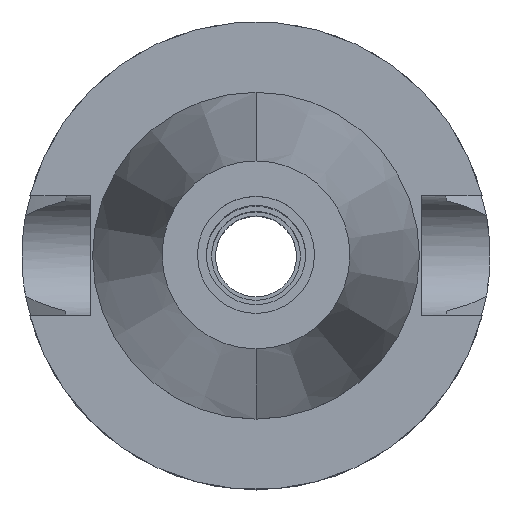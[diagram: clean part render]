
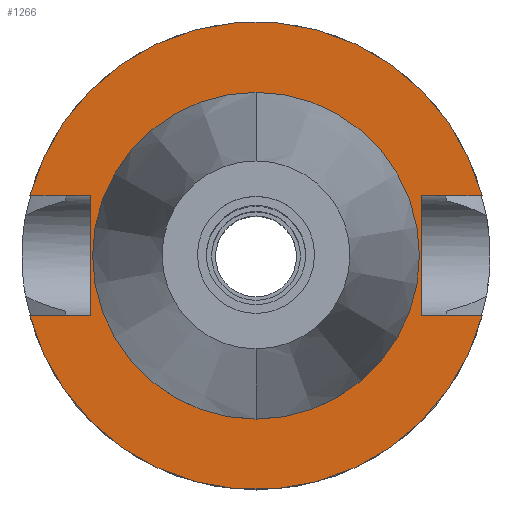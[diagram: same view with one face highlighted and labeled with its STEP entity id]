
A CAD part, top view. The second image highlights one B-rep face of the part: STEP entity #1266.
In plain terms, the highlighted planar face has unit normal (0, 0, 1).
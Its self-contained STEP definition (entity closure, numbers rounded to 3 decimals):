
#92 = VERTEX_POINT ( 'NONE', #2936 ) ;
#150 = AXIS2_PLACEMENT_3D ( 'NONE', #2476, #1905, #3608 ) ;
#172 = CARTESIAN_POINT ( 'NONE',  ( -35.4, -12.85, -3. ) ) ;
#182 = ORIENTED_EDGE ( 'NONE', *, *, #184, .F. ) ;
#184 = EDGE_CURVE ( 'NONE', #3431, #92, #3273, .T. ) ;
#256 = EDGE_CURVE ( 'NONE', #92, #971, #720, .T. ) ;
#263 = VERTEX_POINT ( 'NONE', #3310 ) ;
#328 = CARTESIAN_POINT ( 'NONE',  ( 0., 0., -3. ) ) ;
#332 = CARTESIAN_POINT ( 'NONE',  ( 35.4, 12.85, -3. ) ) ;
#333 = VECTOR ( 'NONE', #1406, 1000. ) ;
#411 = VECTOR ( 'NONE', #1330, 1000. ) ;
#443 = CARTESIAN_POINT ( 'NONE',  ( 35.4, -12.85, -3. ) ) ;
#467 = VECTOR ( 'NONE', #2955, 1000. ) ;
#538 = CIRCLE ( 'NONE', #3337, 34.925 ) ;
#553 = PLANE ( 'NONE',  #1610 ) ;
#720 = LINE ( 'NONE', #2158, #3389 ) ;
#833 = DIRECTION ( 'NONE',  ( 0., 0., -1. ) ) ;
#839 = DIRECTION ( 'NONE',  ( 0., -1., 0. ) ) ;
#862 = EDGE_CURVE ( 'NONE', #263, #2698, #538, .T. ) ;
#872 = ORIENTED_EDGE ( 'NONE', *, *, #3648, .F. ) ;
#879 = CIRCLE ( 'NONE', #1428, 50. ) ;
#913 = VERTEX_POINT ( 'NONE', #2397 ) ;
#923 = DIRECTION ( 'NONE',  ( 0., 0., 1. ) ) ;
#971 = VERTEX_POINT ( 'NONE', #2597 ) ;
#1047 = DIRECTION ( 'NONE',  ( -1., 0., 0. ) ) ;
#1094 = CIRCLE ( 'NONE', #3153, 34.925 ) ;
#1099 = EDGE_LOOP ( 'NONE', ( #1416, #1885 ) ) ;
#1121 = CARTESIAN_POINT ( 'NONE',  ( 0., 0., -3. ) ) ;
#1124 = CIRCLE ( 'NONE', #150, 50. ) ;
#1185 = DIRECTION ( 'NONE',  ( 0., -1., 0. ) ) ;
#1241 = VERTEX_POINT ( 'NONE', #3077 ) ;
#1266 = ADVANCED_FACE ( 'NONE', ( #3644, #2529 ), #553, .F. ) ;
#1319 = EDGE_CURVE ( 'NONE', #3431, #3417, #3188, .T. ) ;
#1330 = DIRECTION ( 'NONE',  ( 0., 1., 0. ) ) ;
#1357 = CARTESIAN_POINT ( 'NONE',  ( -48.321, -12.85, -3. ) ) ;
#1406 = DIRECTION ( 'NONE',  ( 0., -1., 0. ) ) ;
#1416 = ORIENTED_EDGE ( 'NONE', *, *, #862, .F. ) ;
#1428 = AXIS2_PLACEMENT_3D ( 'NONE', #328, #1994, #1185 ) ;
#1610 = AXIS2_PLACEMENT_3D ( 'NONE', #1121, #833, #1973 ) ;
#1762 = LINE ( 'NONE', #332, #333 ) ;
#1767 = ORIENTED_EDGE ( 'NONE', *, *, #3207, .F. ) ;
#1827 = CARTESIAN_POINT ( 'NONE',  ( 48.321, -12.85, -3. ) ) ;
#1858 = VECTOR ( 'NONE', #2991, 1000. ) ;
#1885 = ORIENTED_EDGE ( 'NONE', *, *, #2513, .F. ) ;
#1905 = DIRECTION ( 'NONE',  ( 0., 0., -1. ) ) ;
#1973 = DIRECTION ( 'NONE',  ( 0., -1., 0. ) ) ;
#1983 = VERTEX_POINT ( 'NONE', #3361 ) ;
#1994 = DIRECTION ( 'NONE',  ( 0., 0., -1. ) ) ;
#2046 = CARTESIAN_POINT ( 'NONE',  ( -35.4, -12.85, -3. ) ) ;
#2058 = ORIENTED_EDGE ( 'NONE', *, *, #2453, .F. ) ;
#2158 = CARTESIAN_POINT ( 'NONE',  ( -35.4, 12.85, -3. ) ) ;
#2180 = VERTEX_POINT ( 'NONE', #1827 ) ;
#2258 = DIRECTION ( 'NONE',  ( 1., 0., 0. ) ) ;
#2397 = CARTESIAN_POINT ( 'NONE',  ( 48.321, 12.85, -3. ) ) ;
#2453 = EDGE_CURVE ( 'NONE', #1983, #2180, #3010, .T. ) ;
#2476 = CARTESIAN_POINT ( 'NONE',  ( 0., 0., -3. ) ) ;
#2513 = EDGE_CURVE ( 'NONE', #2698, #263, #1094, .T. ) ;
#2529 = FACE_BOUND ( 'NONE', #1099, .T. ) ;
#2584 = CARTESIAN_POINT ( 'NONE',  ( 0., 0., -3. ) ) ;
#2597 = CARTESIAN_POINT ( 'NONE',  ( -48.321, 12.85, -3. ) ) ;
#2698 = VERTEX_POINT ( 'NONE', #2959 ) ;
#2821 = LINE ( 'NONE', #3165, #3381 ) ;
#2830 = DIRECTION ( 'NONE',  ( 0., 0., 1. ) ) ;
#2842 = ORIENTED_EDGE ( 'NONE', *, *, #2920, .F. ) ;
#2920 = EDGE_CURVE ( 'NONE', #971, #913, #1124, .T. ) ;
#2936 = CARTESIAN_POINT ( 'NONE',  ( -35.4, 12.85, -3. ) ) ;
#2955 = DIRECTION ( 'NONE',  ( -1., 0., 0. ) ) ;
#2959 = CARTESIAN_POINT ( 'NONE',  ( 0., -34.925, -3. ) ) ;
#2991 = DIRECTION ( 'NONE',  ( 1., 0., 0. ) ) ;
#3010 = LINE ( 'NONE', #443, #1858 ) ;
#3033 = CARTESIAN_POINT ( 'NONE',  ( -35.4, -12.85, -3. ) ) ;
#3077 = CARTESIAN_POINT ( 'NONE',  ( 35.4, 12.85, -3. ) ) ;
#3105 = ORIENTED_EDGE ( 'NONE', *, *, #256, .F. ) ;
#3153 = AXIS2_PLACEMENT_3D ( 'NONE', #2584, #2830, #839 ) ;
#3159 = DIRECTION ( 'NONE',  ( 0., 1., 0. ) ) ;
#3165 = CARTESIAN_POINT ( 'NONE',  ( 35.4, 12.85, -3. ) ) ;
#3188 = LINE ( 'NONE', #2046, #467 ) ;
#3207 = EDGE_CURVE ( 'NONE', #1241, #1983, #1762, .T. ) ;
#3218 = EDGE_LOOP ( 'NONE', ( #3442, #872, #2058, #1767, #3610, #2842, #3105, #182 ) ) ;
#3273 = LINE ( 'NONE', #172, #411 ) ;
#3310 = CARTESIAN_POINT ( 'NONE',  ( 0., 34.925, -3. ) ) ;
#3337 = AXIS2_PLACEMENT_3D ( 'NONE', #3512, #923, #3159 ) ;
#3361 = CARTESIAN_POINT ( 'NONE',  ( 35.4, -12.85, -3. ) ) ;
#3381 = VECTOR ( 'NONE', #2258, 1000. ) ;
#3389 = VECTOR ( 'NONE', #1047, 1000. ) ;
#3417 = VERTEX_POINT ( 'NONE', #1357 ) ;
#3431 = VERTEX_POINT ( 'NONE', #3033 ) ;
#3442 = ORIENTED_EDGE ( 'NONE', *, *, #1319, .T. ) ;
#3512 = CARTESIAN_POINT ( 'NONE',  ( 0., 0., -3. ) ) ;
#3608 = DIRECTION ( 'NONE',  ( 0., 1., 0. ) ) ;
#3610 = ORIENTED_EDGE ( 'NONE', *, *, #3669, .T. ) ;
#3644 = FACE_OUTER_BOUND ( 'NONE', #3218, .T. ) ;
#3648 = EDGE_CURVE ( 'NONE', #2180, #3417, #879, .T. ) ;
#3669 = EDGE_CURVE ( 'NONE', #1241, #913, #2821, .T. ) ;
